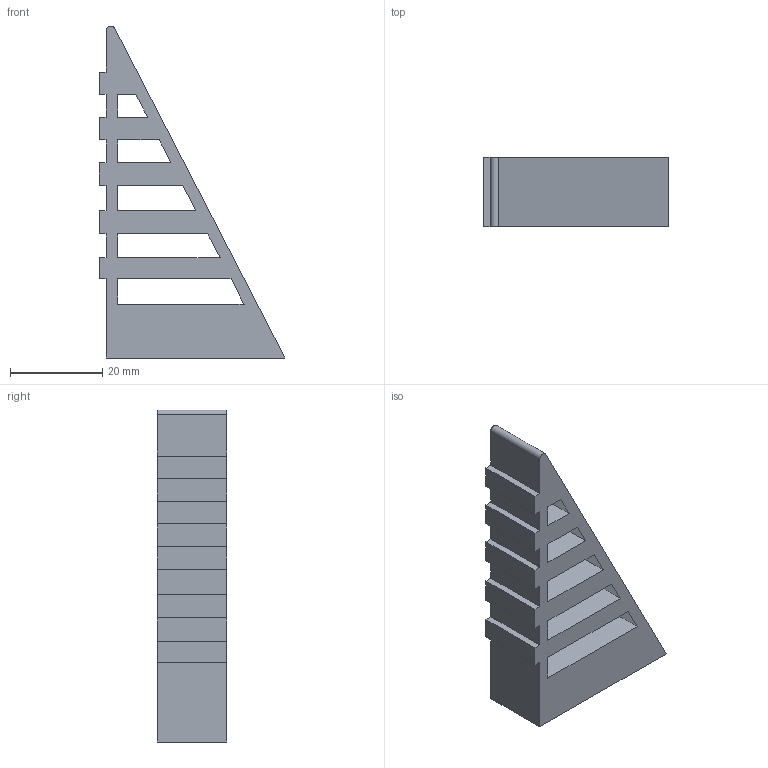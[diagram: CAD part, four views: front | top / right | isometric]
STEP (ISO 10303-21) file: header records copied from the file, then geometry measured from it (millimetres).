
FILE_DESCRIPTION(/* description */ (''),/* implementation_level */ '2;1');
FILE_NAME(/* name */ 'Finger Flex.step',/* time_stamp */ '2025-10-05T12:11:18+01:00',/* author */ (''),/* organization */ (''),/* preprocessor_version */ 'ST-DEVELOPER v20.1',/* originating_system */ 'Autodesk Translation Framework v14.10.0.0',/* authorisation */ '');
FILE_SCHEMA (('AUTOMOTIVE_DESIGN { 1 0 10303 214 3 1 1 }'));
Length unit declared in the file: millimetre
Products named in the file (2): Finger; Claws
Assembly tree (1 placements, depth 2):
  Finger
    Claws
Bounding box: 40.2 x 15 x 71.88 mm (x, y, z)
Volume: 15973.6 mm3; surface area: 8565.5 mm2
Topology: 1 solids, 1 shells, 50 faces, 138 edges, 92 vertices
Faces by surface type: plane 47, cylinder 3
Full cylindrical faces by diameter (mm): 4.5 x2
Entity records: 1651 total; most frequent: CARTESIAN_POINT 283, ORIENTED_EDGE 276, DIRECTION 250, EDGE_CURVE 138, LINE 132, VECTOR 132, VERTEX_POINT 92, EDGE_LOOP 62
